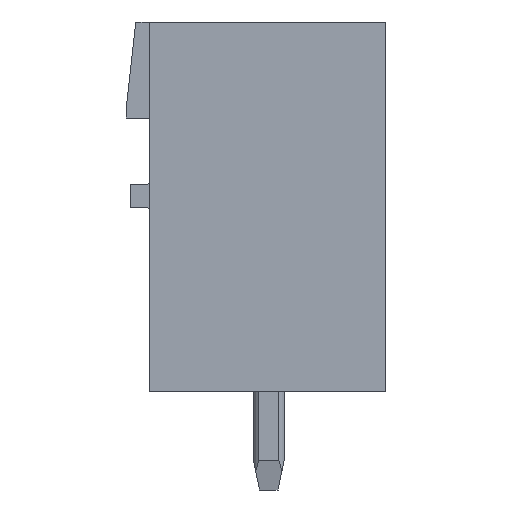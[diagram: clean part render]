
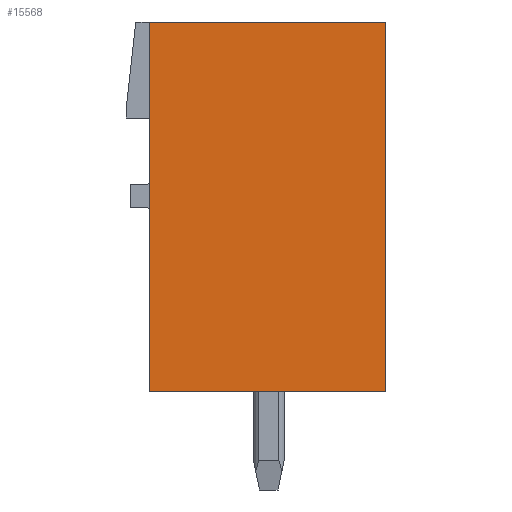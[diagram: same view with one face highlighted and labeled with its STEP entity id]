
A CAD part, left-side view. The second image highlights one B-rep face of the part: STEP entity #15568.
In plain terms, the highlighted planar face has unit normal (-1, 0, 0).
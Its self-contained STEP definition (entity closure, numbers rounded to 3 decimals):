
#15560=AXIS2_PLACEMENT_3D('Plane Axis2P3D',#15557,#15558,#15559) ;
#49=CARTESIAN_POINT('Vertex',(0.,0.,15.2)) ;
#52=CARTESIAN_POINT('Line Origine',(0.,0.,9.2)) ;
#56=CARTESIAN_POINT('Vertex',(0.,0.,3.2)) ;
#115=CARTESIAN_POINT('Vertex',(0.,7.68,15.2)) ;
#118=CARTESIAN_POINT('Line Origine',(0.,3.84,15.2)) ;
#3369=CARTESIAN_POINT('Vertex',(0.,7.68,3.2)) ;
#3372=CARTESIAN_POINT('Line Origine',(0.,7.68,9.2)) ;
#3698=CARTESIAN_POINT('Line Origine',(0.,3.84,3.2)) ;
#15557=CARTESIAN_POINT('Axis2P3D Location',(0.,0.,0.)) ;
#53=DIRECTION('Vector Direction',(0.,0.,-1.)) ;
#119=DIRECTION('Vector Direction',(0.,-1.,0.)) ;
#3373=DIRECTION('Vector Direction',(0.,0.,-1.)) ;
#3699=DIRECTION('Vector Direction',(0.,1.,0.)) ;
#15558=DIRECTION('Axis2P3D Direction',(-1.,0.,0.)) ;
#15559=DIRECTION('Axis2P3D XDirection',(0.,0.,1.)) ;
#54=VECTOR('Line Direction',#53,1.) ;
#120=VECTOR('Line Direction',#119,1.) ;
#3374=VECTOR('Line Direction',#3373,1.) ;
#3700=VECTOR('Line Direction',#3699,1.) ;
#15563=ORIENTED_EDGE('',*,*,#122,.T.) ;
#15564=ORIENTED_EDGE('',*,*,#3376,.T.) ;
#15565=ORIENTED_EDGE('',*,*,#3702,.T.) ;
#15566=ORIENTED_EDGE('',*,*,#58,.T.) ;
#15568=ADVANCED_FACE('HOUSING',(#15567),#15561,.T.) ;
#58=EDGE_CURVE('',#57,#50,#55,.F.) ;
#122=EDGE_CURVE('',#50,#116,#121,.F.) ;
#3376=EDGE_CURVE('',#116,#3370,#3375,.T.) ;
#3702=EDGE_CURVE('',#3370,#57,#3701,.F.) ;
#15562=EDGE_LOOP('',(#15563,#15564,#15565,#15566)) ;
#15567=FACE_OUTER_BOUND('',#15562,.T.) ;
#55=LINE('Line',#52,#54) ;
#121=LINE('Line',#118,#120) ;
#3375=LINE('Line',#3372,#3374) ;
#3701=LINE('Line',#3698,#3700) ;
#15561=PLANE('',#15560) ;
#50=VERTEX_POINT('',#49) ;
#57=VERTEX_POINT('',#56) ;
#116=VERTEX_POINT('',#115) ;
#3370=VERTEX_POINT('',#3369) ;
